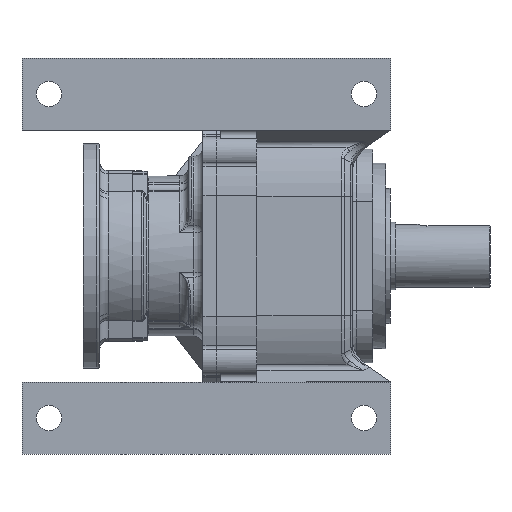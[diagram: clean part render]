
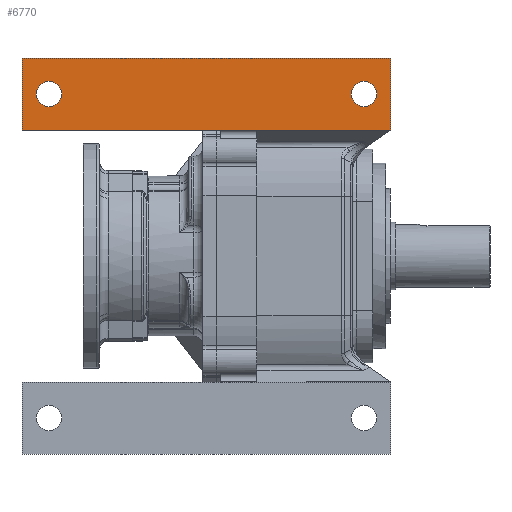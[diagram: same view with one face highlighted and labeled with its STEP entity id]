
A CAD part, front view. The second image highlights one B-rep face of the part: STEP entity #6770.
In plain terms, the highlighted planar face has unit normal (0, -1, 0).
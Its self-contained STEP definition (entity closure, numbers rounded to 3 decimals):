
#46 = DIRECTION ( 'NONE',  ( 0., 0., -1. ) ) ;
#414 = VERTEX_POINT ( 'NONE', #6862 ) ;
#1936 = LINE ( 'NONE', #7788, #10269 ) ;
#2605 = CARTESIAN_POINT ( 'NONE',  ( -216., -270., 220. ) ) ;
#2910 = FACE_OUTER_BOUND ( 'NONE', #18466, .T. ) ;
#3004 = DIRECTION ( 'NONE',  ( 0., 1., 0. ) ) ;
#3117 = ORIENTED_EDGE ( 'NONE', *, *, #3558, .F. ) ;
#3449 = VERTEX_POINT ( 'NONE', #13143 ) ;
#3558 = EDGE_CURVE ( 'NONE', #13322, #5254, #1936, .T. ) ;
#4363 = CARTESIAN_POINT ( 'NONE',  ( 194., -270., 140. ) ) ;
#4389 = VECTOR ( 'NONE', #14480, 1000. ) ;
#4928 = AXIS2_PLACEMENT_3D ( 'NONE', #9464, #13777, #46 ) ;
#5065 = EDGE_CURVE ( 'NONE', #6780, #13322, #8208, .T. ) ;
#5254 = VERTEX_POINT ( 'NONE', #13953 ) ;
#5664 = DIRECTION ( 'NONE',  ( -1., 0., 0. ) ) ;
#6360 = VERTEX_POINT ( 'NONE', #17134 ) ;
#6770 = ADVANCED_FACE ( 'NONE', ( #16967, #2910, #18602 ), #10302, .F. ) ;
#6780 = VERTEX_POINT ( 'NONE', #17061 ) ;
#6862 = CARTESIAN_POINT ( 'NONE',  ( 164., -270., 166. ) ) ;
#7788 = CARTESIAN_POINT ( 'NONE',  ( 194., -270., 140. ) ) ;
#8183 = DIRECTION ( 'NONE',  ( -1., 0., 0. ) ) ;
#8208 = LINE ( 'NONE', #17861, #4389 ) ;
#8382 = ORIENTED_EDGE ( 'NONE', *, *, #13683, .T. ) ;
#8393 = CARTESIAN_POINT ( 'NONE',  ( 164., -270., 180. ) ) ;
#8444 = CARTESIAN_POINT ( 'NONE',  ( 194., -270., 220. ) ) ;
#9061 = ORIENTED_EDGE ( 'NONE', *, *, #12816, .F. ) ;
#9424 = EDGE_LOOP ( 'NONE', ( #9061 ) ) ;
#9464 = CARTESIAN_POINT ( 'NONE',  ( -186., -270., 180. ) ) ;
#9470 = ORIENTED_EDGE ( 'NONE', *, *, #5065, .F. ) ;
#10037 = VECTOR ( 'NONE', #5664, 1000. ) ;
#10269 = VECTOR ( 'NONE', #8183, 1000. ) ;
#10302 = PLANE ( 'NONE',  #10899 ) ;
#10899 = AXIS2_PLACEMENT_3D ( 'NONE', #12461, #3004, #18698 ) ;
#11564 = AXIS2_PLACEMENT_3D ( 'NONE', #8393, #13335, #11595 ) ;
#11595 = DIRECTION ( 'NONE',  ( 0., 0., -1. ) ) ;
#12461 = CARTESIAN_POINT ( 'NONE',  ( 194., -270., 220. ) ) ;
#12816 = EDGE_CURVE ( 'NONE', #6360, #6360, #17433, .T. ) ;
#13143 = CARTESIAN_POINT ( 'NONE',  ( -216., -270., 220. ) ) ;
#13322 = VERTEX_POINT ( 'NONE', #4363 ) ;
#13335 = DIRECTION ( 'NONE',  ( 0., -1., 0. ) ) ;
#13392 = LINE ( 'NONE', #2605, #15784 ) ;
#13683 = EDGE_CURVE ( 'NONE', #3449, #5254, #13392, .T. ) ;
#13777 = DIRECTION ( 'NONE',  ( 0., -1., 0. ) ) ;
#13854 = CIRCLE ( 'NONE', #11564, 14. ) ;
#13953 = CARTESIAN_POINT ( 'NONE',  ( -216., -270., 140. ) ) ;
#14480 = DIRECTION ( 'NONE',  ( 0., 0., -1. ) ) ;
#15041 = DIRECTION ( 'NONE',  ( 0., 0., -1. ) ) ;
#15077 = EDGE_CURVE ( 'NONE', #414, #414, #13854, .T. ) ;
#15784 = VECTOR ( 'NONE', #15041, 1000. ) ;
#16967 = FACE_BOUND ( 'NONE', #9424, .T. ) ;
#17061 = CARTESIAN_POINT ( 'NONE',  ( 194., -270., 220. ) ) ;
#17134 = CARTESIAN_POINT ( 'NONE',  ( -186., -270., 166. ) ) ;
#17273 = ORIENTED_EDGE ( 'NONE', *, *, #18184, .T. ) ;
#17433 = CIRCLE ( 'NONE', #4928, 14. ) ;
#17437 = ORIENTED_EDGE ( 'NONE', *, *, #15077, .F. ) ;
#17861 = CARTESIAN_POINT ( 'NONE',  ( 194., -270., 220. ) ) ;
#17886 = LINE ( 'NONE', #8444, #10037 ) ;
#18184 = EDGE_CURVE ( 'NONE', #6780, #3449, #17886, .T. ) ;
#18466 = EDGE_LOOP ( 'NONE', ( #8382, #3117, #9470, #17273 ) ) ;
#18602 = FACE_BOUND ( 'NONE', #19652, .T. ) ;
#18698 = DIRECTION ( 'NONE',  ( 0., 0., 1. ) ) ;
#19652 = EDGE_LOOP ( 'NONE', ( #17437 ) ) ;
